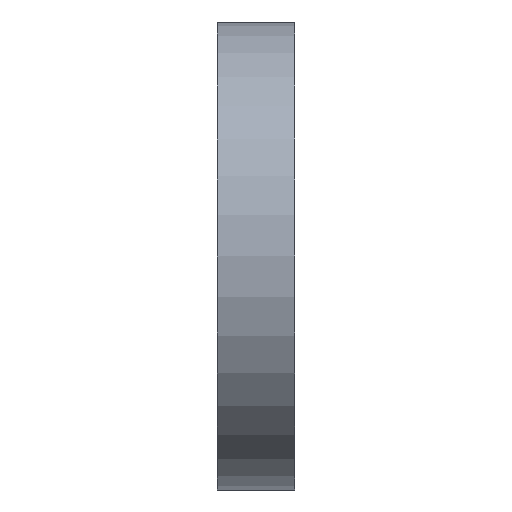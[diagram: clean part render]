
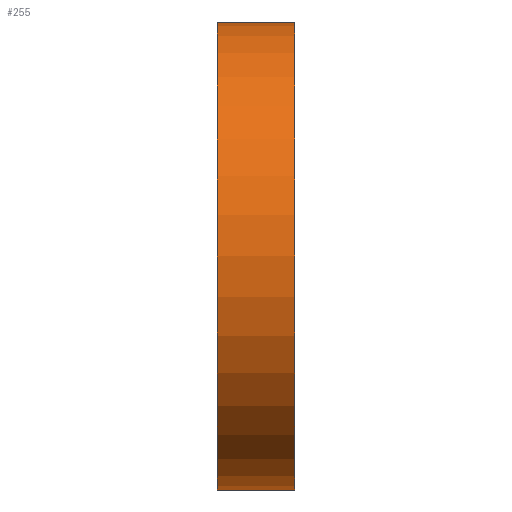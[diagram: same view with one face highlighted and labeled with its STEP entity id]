
A CAD part, left-side view. The second image highlights one B-rep face of the part: STEP entity #255.
In plain terms, the highlighted cylindrical face has radius 4.85 mm (diameter 9.7 mm), a partial arc.
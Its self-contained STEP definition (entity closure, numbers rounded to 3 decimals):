
#15 = CARTESIAN_POINT ( 'NONE',  ( 0., 1.6, 4.85 ) ) ;
#27 = LINE ( 'NONE', #15, #688 ) ;
#38 = CARTESIAN_POINT ( 'NONE',  ( 0., 0., 0. ) ) ;
#39 = CARTESIAN_POINT ( 'NONE',  ( 0., 0., -4.85 ) ) ;
#41 = CARTESIAN_POINT ( 'NONE',  ( 0., 0., 4.85 ) ) ;
#43 = DIRECTION ( 'NONE',  ( 0., 1., 0. ) ) ;
#74 = DIRECTION ( 'NONE',  ( 0., 0., -1. ) ) ;
#97 = VERTEX_POINT ( 'NONE', #41 ) ;
#129 = DIRECTION ( 'NONE',  ( 0., -1., 0. ) ) ;
#141 = VERTEX_POINT ( 'NONE', #847 ) ;
#160 = LINE ( 'NONE', #635, #451 ) ;
#227 = DIRECTION ( 'NONE',  ( 0., -1., 0. ) ) ;
#255 = ADVANCED_FACE ( 'NONE', ( #869 ), #290, .T. ) ;
#259 = DIRECTION ( 'NONE',  ( 0., 0., -1. ) ) ;
#274 = ORIENTED_EDGE ( 'NONE', *, *, #313, .T. ) ;
#290 = CYLINDRICAL_SURFACE ( 'NONE', #582, 4.85 ) ;
#313 = EDGE_CURVE ( 'NONE', #819, #425, #160, .T. ) ;
#412 = ORIENTED_EDGE ( 'NONE', *, *, #419, .T. ) ;
#419 = EDGE_CURVE ( 'NONE', #425, #97, #597, .T. ) ;
#425 = VERTEX_POINT ( 'NONE', #39 ) ;
#451 = VECTOR ( 'NONE', #620, 1000. ) ;
#481 = EDGE_CURVE ( 'NONE', #141, #819, #741, .T. ) ;
#554 = CARTESIAN_POINT ( 'NONE',  ( 0., 1.6, -4.85 ) ) ;
#582 = AXIS2_PLACEMENT_3D ( 'NONE', #730, #227, #74 ) ;
#597 = CIRCLE ( 'NONE', #666, 4.85 ) ;
#618 = DIRECTION ( 'NONE',  ( 0., 1., 0. ) ) ;
#620 = DIRECTION ( 'NONE',  ( 0., -1., 0. ) ) ;
#635 = CARTESIAN_POINT ( 'NONE',  ( 0., 1.6, -4.85 ) ) ;
#637 = CARTESIAN_POINT ( 'NONE',  ( 0., 1.6, 0. ) ) ;
#666 = AXIS2_PLACEMENT_3D ( 'NONE', #38, #43, #708 ) ;
#688 = VECTOR ( 'NONE', #618, 1000. ) ;
#701 = EDGE_LOOP ( 'NONE', ( #845, #274, #412, #839 ) ) ;
#708 = DIRECTION ( 'NONE',  ( 0., 0., -1. ) ) ;
#709 = AXIS2_PLACEMENT_3D ( 'NONE', #637, #129, #259 ) ;
#730 = CARTESIAN_POINT ( 'NONE',  ( 0., 1.6, 0. ) ) ;
#741 = CIRCLE ( 'NONE', #709, 4.85 ) ;
#797 = EDGE_CURVE ( 'NONE', #97, #141, #27, .T. ) ;
#819 = VERTEX_POINT ( 'NONE', #554 ) ;
#839 = ORIENTED_EDGE ( 'NONE', *, *, #797, .T. ) ;
#845 = ORIENTED_EDGE ( 'NONE', *, *, #481, .T. ) ;
#847 = CARTESIAN_POINT ( 'NONE',  ( 0., 1.6, 4.85 ) ) ;
#869 = FACE_OUTER_BOUND ( 'NONE', #701, .T. ) ;
